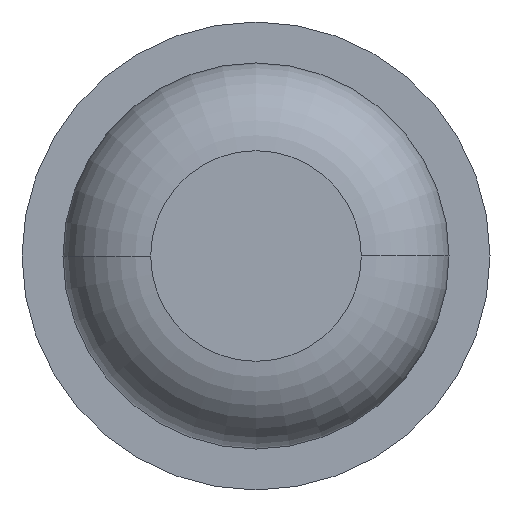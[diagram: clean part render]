
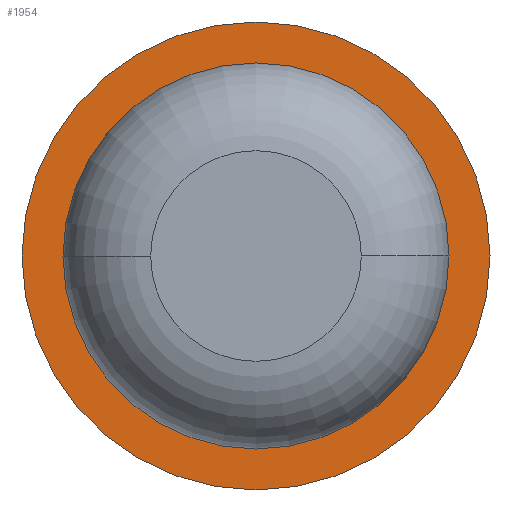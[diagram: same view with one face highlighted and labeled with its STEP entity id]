
A CAD part, front view. The second image highlights one B-rep face of the part: STEP entity #1954.
In plain terms, the highlighted planar face has unit normal (0, -1, 0).
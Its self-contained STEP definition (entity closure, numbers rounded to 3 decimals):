
#27 = FACE_OUTER_BOUND ( 'NONE', #131, .T. ) ;
#131 = EDGE_LOOP ( 'NONE', ( #4025, #3232 ) ) ;
#236 = DIRECTION ( 'NONE',  ( 0., 1., 0. ) ) ;
#332 = AXIS2_PLACEMENT_3D ( 'NONE', #3039, #850, #864 ) ;
#359 = CARTESIAN_POINT ( 'NONE',  ( 0.825, -6., 0. ) ) ;
#679 = EDGE_LOOP ( 'NONE', ( #1243, #3853 ) ) ;
#681 = DIRECTION ( 'NONE',  ( 0., 1., 0. ) ) ;
#701 = CARTESIAN_POINT ( 'NONE',  ( 0.825, -6., 0. ) ) ;
#751 = CIRCLE ( 'NONE', #3106, 0.825 ) ;
#850 = DIRECTION ( 'NONE',  ( 0., 1., 0. ) ) ;
#864 = DIRECTION ( 'NONE',  ( -1., 0., 0. ) ) ;
#1102 = EDGE_CURVE ( 'Defeature ausgef�hrt1_8+Defeature ausgef�hrt1_7+Defeature ausgef�hrt1_7+Defeature ausgef�hrt1_7', #2801, #3290, #1659, .T. ) ;
#1123 = CARTESIAN_POINT ( 'NONE',  ( 0., -6., 0. ) ) ;
#1243 = ORIENTED_EDGE ( 'NONE', *, *, #4625, .T. ) ;
#1332 = AXIS2_PLACEMENT_3D ( 'NONE', #3594, #1757, #2881 ) ;
#1376 = CIRCLE ( 'NONE', #332, 1. ) ;
#1415 = PLANE ( 'NONE',  #2238 ) ;
#1483 = DIRECTION ( 'NONE',  ( 0., 1., 0. ) ) ;
#1654 = CIRCLE ( 'NONE', #1332, 0.825 ) ;
#1659 = CIRCLE ( 'NONE', #2089, 1. ) ;
#1752 = VERTEX_POINT ( 'NONE', #359 ) ;
#1757 = DIRECTION ( 'NONE',  ( 0., 1., 0. ) ) ;
#1795 = CARTESIAN_POINT ( 'NONE',  ( -0.825, -6., 0. ) ) ;
#1954 = ADVANCED_FACE ( 'Defeature ausgef�hrt1_7', ( #27, #2444 ), #1415, .F. ) ;
#2089 = AXIS2_PLACEMENT_3D ( 'NONE', #1123, #1483, #3260 ) ;
#2238 = AXIS2_PLACEMENT_3D ( 'NONE', #701, #681, #3956 ) ;
#2395 = CARTESIAN_POINT ( 'NONE',  ( 0., -6., 0. ) ) ;
#2444 = FACE_BOUND ( 'NONE', #679, .T. ) ;
#2485 = EDGE_CURVE ( 'Defeature ausgef�hrt1_7+Defeature ausgef�hrt1_0+Defeature ausgef�hrt1_0+Defeature ausgef�hrt1_0', #1752, #3959, #1654, .T. ) ;
#2801 = VERTEX_POINT ( 'NONE', #3552 ) ;
#2881 = DIRECTION ( 'NONE',  ( -1., 0., 0. ) ) ;
#3039 = CARTESIAN_POINT ( 'NONE',  ( 0., -6., 0. ) ) ;
#3106 = AXIS2_PLACEMENT_3D ( 'NONE', #2395, #236, #4175 ) ;
#3232 = ORIENTED_EDGE ( 'NONE', *, *, #1102, .F. ) ;
#3260 = DIRECTION ( 'NONE',  ( -1., 0., 0. ) ) ;
#3290 = VERTEX_POINT ( 'NONE', #4557 ) ;
#3552 = CARTESIAN_POINT ( 'NONE',  ( 1., -6., 0. ) ) ;
#3594 = CARTESIAN_POINT ( 'NONE',  ( 0., -6., 0. ) ) ;
#3853 = ORIENTED_EDGE ( 'NONE', *, *, #2485, .T. ) ;
#3956 = DIRECTION ( 'NONE',  ( -1., 0., 0. ) ) ;
#3959 = VERTEX_POINT ( 'NONE', #1795 ) ;
#4025 = ORIENTED_EDGE ( 'NONE', *, *, #4501, .F. ) ;
#4175 = DIRECTION ( 'NONE',  ( -1., 0., 0. ) ) ;
#4501 = EDGE_CURVE ( 'Defeature ausgef�hrt1_8+Defeature ausgef�hrt1_7+Defeature ausgef�hrt1_7+Defeature ausgef�hrt1_7', #3290, #2801, #1376, .T. ) ;
#4557 = CARTESIAN_POINT ( 'NONE',  ( -1., -6., 0. ) ) ;
#4625 = EDGE_CURVE ( 'Defeature ausgef�hrt1_7+Defeature ausgef�hrt1_0+Defeature ausgef�hrt1_0+Defeature ausgef�hrt1_0', #3959, #1752, #751, .T. ) ;
